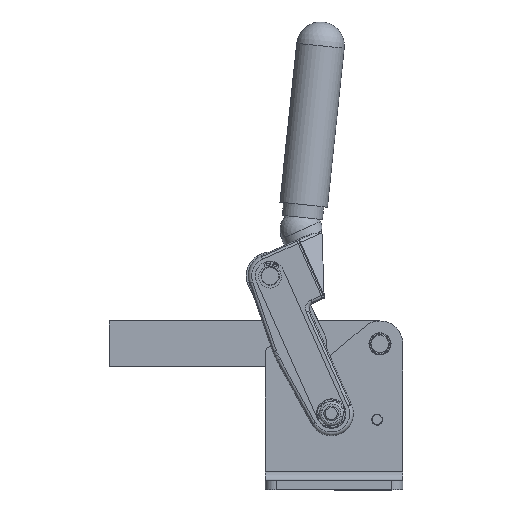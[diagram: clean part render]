
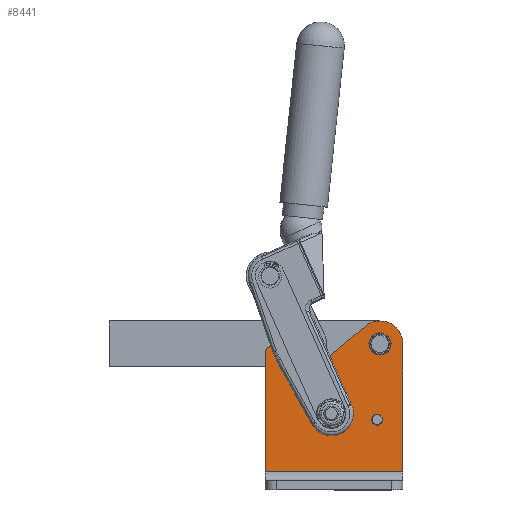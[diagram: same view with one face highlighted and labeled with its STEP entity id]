
A CAD part, top view. The second image highlights one B-rep face of the part: STEP entity #8441.
In plain terms, the highlighted planar face has unit normal (0, 0, 1).
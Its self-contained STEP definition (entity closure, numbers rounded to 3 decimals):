
#1186=CARTESIAN_POINT('',(-120.751,79.015,115.143));
#1187=VERTEX_POINT('',#1186);
#1196=CARTESIAN_POINT('',(-108.651,79.015,115.143));
#1197=VERTEX_POINT('',#1196);
#1198=CARTESIAN_POINT('',(-114.701,79.015,115.143));
#1199=DIRECTION('',(0.0,0.0,-1.0));
#1200=DIRECTION('',(-1.0,0.0,0.0));
#1201=AXIS2_PLACEMENT_3D('',#1198,#1199,#1200);
#1202=CIRCLE('',#1201,6.05);
#1203=EDGE_CURVE('',#1197,#1187,#1202,.T.);
#3414=CARTESIAN_POINT('',(-119.201,37.765,115.143));
#3415=VERTEX_POINT('',#3414);
#3422=CARTESIAN_POINT('',(-113.201,37.765,115.143));
#3423=VERTEX_POINT('',#3422);
#3424=CARTESIAN_POINT('',(-116.201,37.765,115.143));
#3425=DIRECTION('',(0.0,0.0,-1.0));
#3426=DIRECTION('',(1.0,0.0,0.0));
#3427=AXIS2_PLACEMENT_3D('',#3424,#3425,#3426);
#3428=CIRCLE('',#3427,3.);
#3429=EDGE_CURVE('',#3423,#3415,#3428,.T.);
#3634=CARTESIAN_POINT('',(-116.201,37.765,115.143));
#3635=DIRECTION('',(0.0,0.0,-1.0));
#3636=DIRECTION('',(1.0,0.0,0.0));
#3637=AXIS2_PLACEMENT_3D('',#3634,#3635,#3636);
#3638=CIRCLE('',#3637,3.);
#3639=EDGE_CURVE('',#3415,#3423,#3638,.T.);
#6375=CARTESIAN_POINT('',(-163.026,55.662,115.143));
#6376=VERTEX_POINT('',#6375);
#6392=CARTESIAN_POINT('',(-139.275,66.221,115.143));
#6393=VERTEX_POINT('',#6392);
#6401=CARTESIAN_POINT('',(-163.026,55.662,115.143));
#6402=DIRECTION('',(0.914,0.406,0.));
#6403=VECTOR('',#6402,25.992);
#6404=LINE('',#6401,#6403);
#6405=EDGE_CURVE('',#6376,#6393,#6404,.T.);
#7835=CARTESIAN_POINT('',(-130.236,45.89,115.143));
#7836=VERTEX_POINT('',#7835);
#7843=CARTESIAN_POINT('',(-139.275,66.221,115.143));
#7844=DIRECTION('',(0.406,-0.914,0.));
#7845=VECTOR('',#7844,22.25);
#7846=LINE('',#7843,#7845);
#7847=EDGE_CURVE('',#6393,#7836,#7846,.T.);
#7906=CARTESIAN_POINT('',(-151.699,35.203,115.143));
#7907=VERTEX_POINT('',#7906);
#7908=CARTESIAN_POINT('',(-151.699,35.203,115.143));
#7909=DIRECTION('',(-0.484,0.875,0.));
#7910=VECTOR('',#7909,23.385);
#7911=LINE('',#7908,#7910);
#7912=EDGE_CURVE('',#7907,#6376,#7911,.T.);
#7930=CARTESIAN_POINT('',(-141.201,41.015,115.143));
#7931=DIRECTION('',(0.,0.,-1.));
#7932=DIRECTION('',(0.875,0.484,0.));
#7933=AXIS2_PLACEMENT_3D('',#7930,#7931,#7932);
#7934=CIRCLE('',#7933,12.);
#7935=EDGE_CURVE('',#7836,#7907,#7934,.T.);
#8329=CARTESIAN_POINT('',(-102.201,9.515,115.143));
#8330=VERTEX_POINT('',#8329);
#8338=CARTESIAN_POINT('',(-177.201,9.515,115.143));
#8339=VERTEX_POINT('',#8338);
#8340=CARTESIAN_POINT('',(-177.201,9.515,115.143));
#8341=DIRECTION('',(1.0,0.0,0.0));
#8342=VECTOR('',#8341,75.);
#8343=LINE('',#8340,#8342);
#8344=EDGE_CURVE('',#8339,#8330,#8343,.T.);
#8364=CARTESIAN_POINT('',(-139.105,31.473,115.143));
#8365=DIRECTION('',(0.0,0.0,1.0));
#8366=DIRECTION('',(1.0,0.0,0.0));
#8367=AXIS2_PLACEMENT_3D('',#8364,#8365,#8366);
#8368=PLANE('',#8367);
#8369=ORIENTED_EDGE('',*,*,#8344,.T.);
#8370=CARTESIAN_POINT('',(-102.201,79.015,115.143));
#8371=VERTEX_POINT('',#8370);
#8372=CARTESIAN_POINT('',(-102.201,79.015,115.143));
#8373=DIRECTION('',(0.0,-1.0,0.0));
#8374=VECTOR('',#8373,69.5);
#8375=LINE('',#8372,#8374);
#8376=EDGE_CURVE('',#8371,#8330,#8375,.T.);
#8377=ORIENTED_EDGE('',*,*,#8376,.F.);
#8378=CARTESIAN_POINT('',(-122.737,88.589,115.143));
#8379=VERTEX_POINT('',#8378);
#8380=CARTESIAN_POINT('',(-114.701,79.015,115.143));
#8381=DIRECTION('',(0.0,0.0,-1.0));
#8382=DIRECTION('',(-1.0,0.0,0.0));
#8383=AXIS2_PLACEMENT_3D('',#8380,#8381,#8382);
#8384=CIRCLE('',#8383,12.5);
#8385=EDGE_CURVE('',#8379,#8371,#8384,.T.);
#8386=ORIENTED_EDGE('',*,*,#8385,.F.);
#8387=CARTESIAN_POINT('',(-147.7,67.635,115.143));
#8388=VERTEX_POINT('',#8387);
#8389=CARTESIAN_POINT('',(-147.7,67.635,115.143));
#8390=DIRECTION('',(0.766,0.643,0.0));
#8391=VECTOR('',#8390,32.591);
#8392=LINE('',#8389,#8391);
#8393=EDGE_CURVE('',#8388,#8379,#8392,.T.);
#8394=ORIENTED_EDGE('',*,*,#8393,.F.);
#8395=CARTESIAN_POINT('',(-170.301,75.036,115.143));
#8396=VERTEX_POINT('',#8395);
#8397=CARTESIAN_POINT('',(-156.701,78.358,115.143));
#8398=DIRECTION('',(0.,0.,1.));
#8399=DIRECTION('',(-0.971,-0.237,0.));
#8400=AXIS2_PLACEMENT_3D('',#8397,#8398,#8399);
#8401=CIRCLE('',#8400,14.);
#8402=EDGE_CURVE('',#8396,#8388,#8401,.T.);
#8403=ORIENTED_EDGE('',*,*,#8402,.F.);
#8404=CARTESIAN_POINT('',(-177.201,74.205,115.143));
#8405=VERTEX_POINT('',#8404);
#8406=CARTESIAN_POINT('',(-173.701,74.205,115.143));
#8407=DIRECTION('',(0.,0.,-1.));
#8408=DIRECTION('',(-0.971,-0.237,0.));
#8409=AXIS2_PLACEMENT_3D('',#8406,#8407,#8408);
#8410=CIRCLE('',#8409,3.5);
#8411=EDGE_CURVE('',#8405,#8396,#8410,.T.);
#8412=ORIENTED_EDGE('',*,*,#8411,.F.);
#8413=CARTESIAN_POINT('',(-177.201,9.515,115.143));
#8414=DIRECTION('',(0.0,1.0,0.0));
#8415=VECTOR('',#8414,64.69);
#8416=LINE('',#8413,#8415);
#8417=EDGE_CURVE('',#8339,#8405,#8416,.T.);
#8418=ORIENTED_EDGE('',*,*,#8417,.F.);
#8419=EDGE_LOOP('',(#8369,#8377,#8386,#8394,#8403,#8412,#8418));
#8420=FACE_OUTER_BOUND('',#8419,.T.);
#8421=ORIENTED_EDGE('',*,*,#6405,.T.);
#8422=ORIENTED_EDGE('',*,*,#7847,.T.);
#8423=ORIENTED_EDGE('',*,*,#7935,.T.);
#8424=ORIENTED_EDGE('',*,*,#7912,.T.);
#8425=EDGE_LOOP('',(#8421,#8422,#8423,#8424));
#8426=FACE_BOUND('',#8425,.T.);
#8427=ORIENTED_EDGE('',*,*,#3429,.T.);
#8428=ORIENTED_EDGE('',*,*,#3639,.T.);
#8429=EDGE_LOOP('',(#8427,#8428));
#8430=FACE_BOUND('',#8429,.T.);
#8431=ORIENTED_EDGE('',*,*,#1203,.T.);
#8432=CARTESIAN_POINT('',(-114.701,79.015,115.143));
#8433=DIRECTION('',(0.0,0.0,-1.0));
#8434=DIRECTION('',(-1.0,0.0,0.0));
#8435=AXIS2_PLACEMENT_3D('',#8432,#8433,#8434);
#8436=CIRCLE('',#8435,6.05);
#8437=EDGE_CURVE('',#1187,#1197,#8436,.T.);
#8438=ORIENTED_EDGE('',*,*,#8437,.T.);
#8439=EDGE_LOOP('',(#8431,#8438));
#8440=FACE_BOUND('',#8439,.T.);
#8441=ADVANCED_FACE('',(#8420,#8426,#8430,#8440),#8368,.T.);
